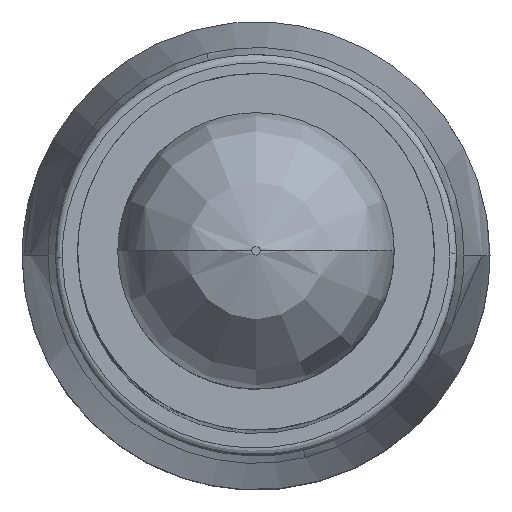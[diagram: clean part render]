
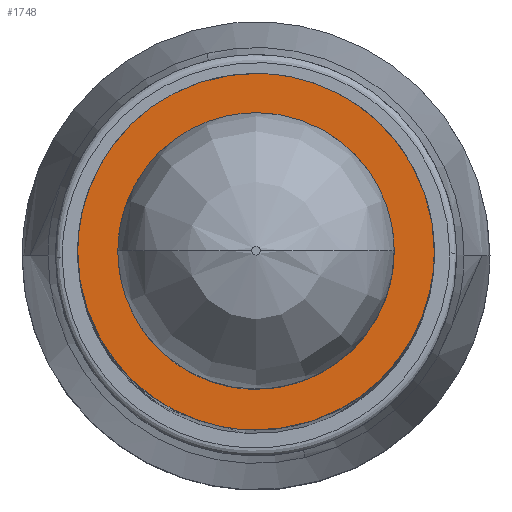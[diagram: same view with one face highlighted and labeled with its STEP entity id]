
A CAD part, top view. The second image highlights one B-rep face of the part: STEP entity #1748.
In plain terms, the highlighted free-form (B-spline) face has degree [1, 1] with [2, 2] control points.
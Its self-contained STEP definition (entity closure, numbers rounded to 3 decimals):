
#1507=CARTESIAN_POINT('',(-0.392,-4.985,93.0));
#1508=VERTEX_POINT('',#1507);
#1514=CARTESIAN_POINT('',(5.0,0.0,93.0));
#1515=VERTEX_POINT('',#1514);
#1516=CARTESIAN_POINT('',(-0.392,-4.985,93.0));
#1517=CARTESIAN_POINT('',(-0.196,-5.,93.));
#1518=CARTESIAN_POINT('',(0.,-5.,93.));
#1519=CARTESIAN_POINT('',(5.,-5.,93.0));
#1520=CARTESIAN_POINT('',(5.0,0.0,93.0));
#1528=(BOUNDED_CURVE()B_SPLINE_CURVE(2,(#1516,#1517,#1518,#1519,#1520),.UNSPECIFIED.,.F.,.U.)B_SPLINE_CURVE_WITH_KNOTS((3,2,3),(0.736,0.75,1.0),.UNSPECIFIED.)CURVE()GEOMETRIC_REPRESENTATION_ITEM()RATIONAL_B_SPLINE_CURVE((0.97,0.984,1.0,0.707,1.0))REPRESENTATION_ITEM(''));
#1529=EDGE_CURVE('',#1508,#1515,#1528,.T.);
#1531=CARTESIAN_POINT('',(0.392,4.985,93.0));
#1532=VERTEX_POINT('',#1531);
#1533=CARTESIAN_POINT('',(5.0,0.0,93.0));
#1534=CARTESIAN_POINT('',(5.,4.622,93.0));
#1535=CARTESIAN_POINT('',(0.392,4.985,93.0));
#1543=(BOUNDED_CURVE()B_SPLINE_CURVE(2,(#1533,#1534,#1535),.UNSPECIFIED.,.F.,.U.)B_SPLINE_CURVE_WITH_KNOTS((3,3),(0.0,0.236),.UNSPECIFIED.)CURVE()GEOMETRIC_REPRESENTATION_ITEM()RATIONAL_B_SPLINE_CURVE((1.0,0.723,0.97))REPRESENTATION_ITEM(''));
#1544=EDGE_CURVE('',#1515,#1532,#1543,.T.);
#1574=CARTESIAN_POINT('',(-5.0,0.0,93.0));
#1575=VERTEX_POINT('',#1574);
#1576=CARTESIAN_POINT('',(0.392,4.985,93.0));
#1577=CARTESIAN_POINT('',(0.196,5.,93.));
#1578=CARTESIAN_POINT('',(0.,5.,93.0));
#1579=CARTESIAN_POINT('',(-5.,5.,93.0));
#1580=CARTESIAN_POINT('',(-5.0,0.0,93.0));
#1588=(BOUNDED_CURVE()B_SPLINE_CURVE(2,(#1576,#1577,#1578,#1579,#1580),.UNSPECIFIED.,.F.,.U.)B_SPLINE_CURVE_WITH_KNOTS((3,2,3),(0.236,0.25,0.5),.UNSPECIFIED.)CURVE()GEOMETRIC_REPRESENTATION_ITEM()RATIONAL_B_SPLINE_CURVE((0.97,0.984,1.0,0.707,1.0))REPRESENTATION_ITEM(''));
#1589=EDGE_CURVE('',#1532,#1575,#1588,.T.);
#1591=CARTESIAN_POINT('',(-5.0,0.0,93.0));
#1592=CARTESIAN_POINT('',(-5.,-4.622,93.));
#1593=CARTESIAN_POINT('',(-0.392,-4.985,93.0));
#1601=(BOUNDED_CURVE()B_SPLINE_CURVE(2,(#1591,#1592,#1593),.UNSPECIFIED.,.F.,.U.)B_SPLINE_CURVE_WITH_KNOTS((3,3),(0.5,0.736),.UNSPECIFIED.)CURVE()GEOMETRIC_REPRESENTATION_ITEM()RATIONAL_B_SPLINE_CURVE((1.0,0.723,0.97))REPRESENTATION_ITEM(''));
#1602=EDGE_CURVE('',#1575,#1508,#1601,.T.);
#1628=CARTESIAN_POINT('',(-0.07,-8.,93.0));
#1629=VERTEX_POINT('',#1628);
#1635=CARTESIAN_POINT('',(-8.0,0.0,93.0));
#1636=VERTEX_POINT('',#1635);
#1637=CARTESIAN_POINT('',(-8.0,0.0,93.0));
#1638=CARTESIAN_POINT('',(-8.0,-7.93,93.));
#1639=CARTESIAN_POINT('',(-0.07,-8.,93.));
#1647=(BOUNDED_CURVE()B_SPLINE_CURVE(2,(#1637,#1638,#1639),.UNSPECIFIED.,.F.,.U.)B_SPLINE_CURVE_WITH_KNOTS((3,3),(0.5,0.748),.UNSPECIFIED.)CURVE()GEOMETRIC_REPRESENTATION_ITEM()RATIONAL_B_SPLINE_CURVE((1.0,0.709,0.996))REPRESENTATION_ITEM(''));
#1648=EDGE_CURVE('',#1636,#1629,#1647,.T.);
#1650=CARTESIAN_POINT('',(0.07,8.,93.0));
#1651=VERTEX_POINT('',#1650);
#1652=CARTESIAN_POINT('',(0.07,8.,93.0));
#1653=CARTESIAN_POINT('',(0.035,8.0,93.0));
#1654=CARTESIAN_POINT('',(0.0,8.0,93.0));
#1655=CARTESIAN_POINT('',(-8.0,8.0,93.0));
#1656=CARTESIAN_POINT('',(-8.0,0.0,93.0));
#1664=(BOUNDED_CURVE()B_SPLINE_CURVE(2,(#1652,#1653,#1654,#1655,#1656),.UNSPECIFIED.,.F.,.U.)B_SPLINE_CURVE_WITH_KNOTS((3,2,3),(0.248,0.25,0.5),.UNSPECIFIED.)CURVE()GEOMETRIC_REPRESENTATION_ITEM()RATIONAL_B_SPLINE_CURVE((0.996,0.998,1.0,0.707,1.0))REPRESENTATION_ITEM(''));
#1665=EDGE_CURVE('',#1651,#1636,#1664,.T.);
#1697=CARTESIAN_POINT('',(8.0,0.0,93.0));
#1698=VERTEX_POINT('',#1697);
#1699=CARTESIAN_POINT('',(8.0,0.0,93.0));
#1700=CARTESIAN_POINT('',(8.0,7.93,93.0));
#1701=CARTESIAN_POINT('',(0.07,8.,93.0));
#1709=(BOUNDED_CURVE()B_SPLINE_CURVE(2,(#1699,#1700,#1701),.UNSPECIFIED.,.F.,.U.)B_SPLINE_CURVE_WITH_KNOTS((3,3),(0.0,0.248),.UNSPECIFIED.)CURVE()GEOMETRIC_REPRESENTATION_ITEM()RATIONAL_B_SPLINE_CURVE((1.0,0.709,0.996))REPRESENTATION_ITEM(''));
#1710=EDGE_CURVE('',#1698,#1651,#1709,.T.);
#1712=CARTESIAN_POINT('',(-0.07,-8.,93.));
#1713=CARTESIAN_POINT('',(-0.035,-8.,93.0));
#1714=CARTESIAN_POINT('',(0.0,-8.0,93.0));
#1715=CARTESIAN_POINT('',(8.0,-8.0,93.0));
#1716=CARTESIAN_POINT('',(8.0,0.0,93.0));
#1724=(BOUNDED_CURVE()B_SPLINE_CURVE(2,(#1712,#1713,#1714,#1715,#1716),.UNSPECIFIED.,.F.,.U.)B_SPLINE_CURVE_WITH_KNOTS((3,2,3),(0.748,0.75,1.0),.UNSPECIFIED.)CURVE()GEOMETRIC_REPRESENTATION_ITEM()RATIONAL_B_SPLINE_CURVE((0.996,0.998,1.0,0.707,1.0))REPRESENTATION_ITEM(''));
#1725=EDGE_CURVE('',#1629,#1698,#1724,.T.);
#1731=CARTESIAN_POINT('',(-8.799,-8.799,93.0));
#1732=CARTESIAN_POINT('',(8.799,-8.799,93.0));
#1733=CARTESIAN_POINT('',(-8.799,8.799,93.0));
#1734=CARTESIAN_POINT('',(8.799,8.799,93.0));
#1735=B_SPLINE_SURFACE_WITH_KNOTS('',1,1,((#1731,#1733),(#1732,#1734)),.UNSPECIFIED.,.F.,.F.,.U.,(2,2),(2,2),(0.0,17.598),(0.0,17.598),.UNSPECIFIED.);
#1736=ORIENTED_EDGE('',*,*,#1710,.T.);
#1737=ORIENTED_EDGE('',*,*,#1665,.T.);
#1738=ORIENTED_EDGE('',*,*,#1648,.T.);
#1739=ORIENTED_EDGE('',*,*,#1725,.T.);
#1740=EDGE_LOOP('',(#1736,#1737,#1738,#1739));
#1741=FACE_OUTER_BOUND('',#1740,.T.);
#1742=ORIENTED_EDGE('',*,*,#1602,.F.);
#1743=ORIENTED_EDGE('',*,*,#1589,.F.);
#1744=ORIENTED_EDGE('',*,*,#1544,.F.);
#1745=ORIENTED_EDGE('',*,*,#1529,.F.);
#1746=EDGE_LOOP('',(#1742,#1743,#1744,#1745));
#1747=FACE_BOUND('',#1746,.T.);
#1748=ADVANCED_FACE('',(#1741,#1747),#1735,.T.);
